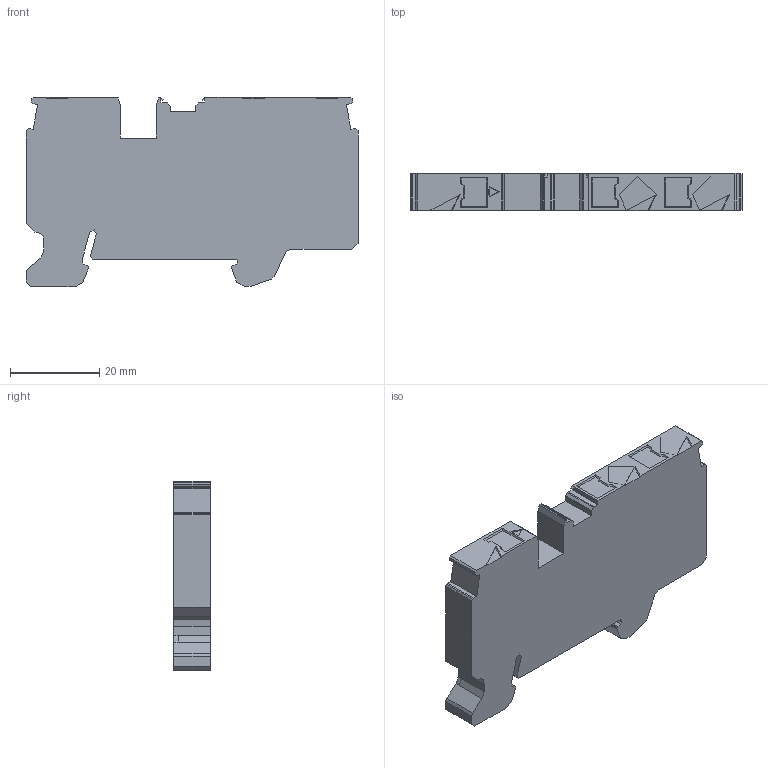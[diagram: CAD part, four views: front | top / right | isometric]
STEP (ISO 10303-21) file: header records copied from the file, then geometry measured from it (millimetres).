
FILE_DESCRIPTION( ('This file contains a STEP AP42 implementation' ,'as created by ZW3D STEP Interface translator.') ,'2;1' );
FILE_NAME( 'GUV6-103-XX-00N.stp' ,'2410 8.144745', (''), ('ZWCAD Software Co.'), 'Version 1.0', 'ZW3D to STEP translator', '' );
FILE_SCHEMA(('CONFIG_CONTROL_DESIGN'));
Length unit declared in the file: millimetre
Products named in the file (1): 0
Bounding box: 74.2 x 8.2 x 42.3 mm (x, y, z)
Surface area: 7580.4 mm2 (no closed solid volume)
Topology: 0 solids, 1 shells, 157 faces, 462 edges, 298 vertices
Faces by surface type: bspline 157
Entity records: 5722 total; most frequent: CARTESIAN_POINT 3129, ORIENTED_EDGE 902, EDGE_CURVE 452, B_SPLINE_CURVE_WITH_KNOTS 342, VERTEX_POINT 298, EDGE_LOOP 161, FACE_OUTER_BOUND 157, ADVANCED_FACE 157
